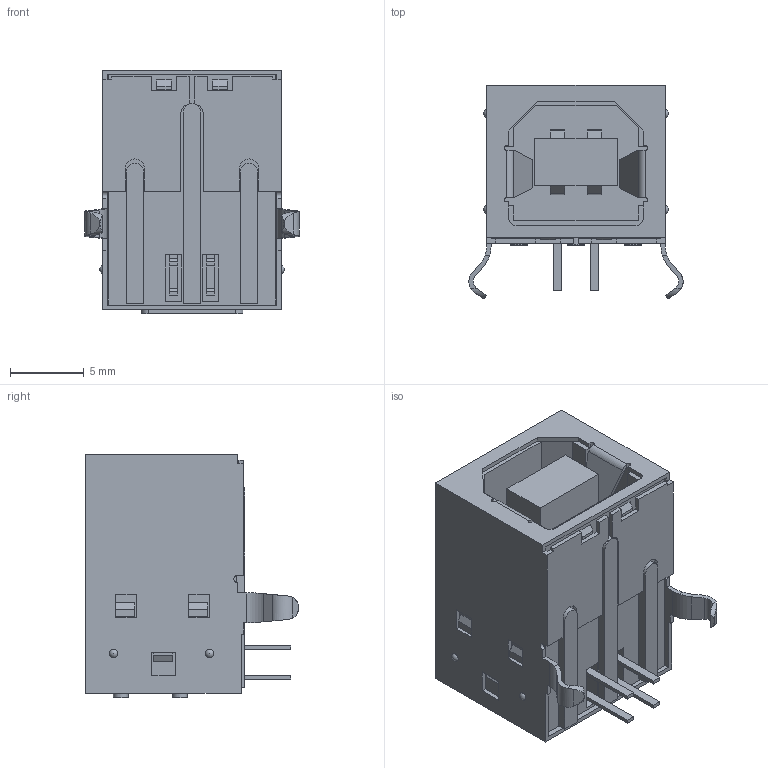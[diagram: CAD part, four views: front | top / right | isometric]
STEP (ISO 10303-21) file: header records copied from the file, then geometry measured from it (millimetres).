
FILE_DESCRIPTION(/* description */ ('STEP AP214'),/* implementation_level */ '2;1');
FILE_NAME(/* name */ 'USB-B-S-S-B-TH-TR',/* time_stamp */ '2022-06-23T22:43:09+02:00',/* author */ ('License CC BY-ND 4.0'),/* organization */ ('CADENAS'),/* preprocessor_version */ 'ST-DEVELOPER v18.102',/* originating_system */ 'PARTsolutions',/* authorisation */ ' ');
FILE_SCHEMA (('MODEL_BASED_INTEGRATED_MANUFACTURING_SCHEMA','AUTOMOTIVE_DESIGN {1 0 10303 214 3 1 1}'));
Length unit declared in the file: millimetre
Products named in the file (4): USB-B-S-S-B-TH-TR; USB-B-S-TH_P; USB-B-S-B-TH_B; USB-B-S-TH_S
Assembly tree (3 placements, depth 2):
  USB-B-S-S-B-TH-TR
    USB-B-S-TH_P
    USB-B-S-B-TH_B
    USB-B-S-TH_S
Bounding box: 14.5 x 14.44 x 16.5 mm (x, y, z)
Volume: 1489.2 mm3; surface area: 3375 mm2
Topology: 3 solids, 3 shells, 337 faces, 942 edges, 626 vertices
Faces by surface type: plane 280, cylinder 53, sphere 4
Entity records: 10765 total; most frequent: CARTESIAN_POINT 1913, ORIENTED_EDGE 1860, DIRECTION 1726, EDGE_CURVE 930, LINE 800, VECTOR 800, VERTEX_POINT 618, AXIS2_PLACEMENT_3D 463
